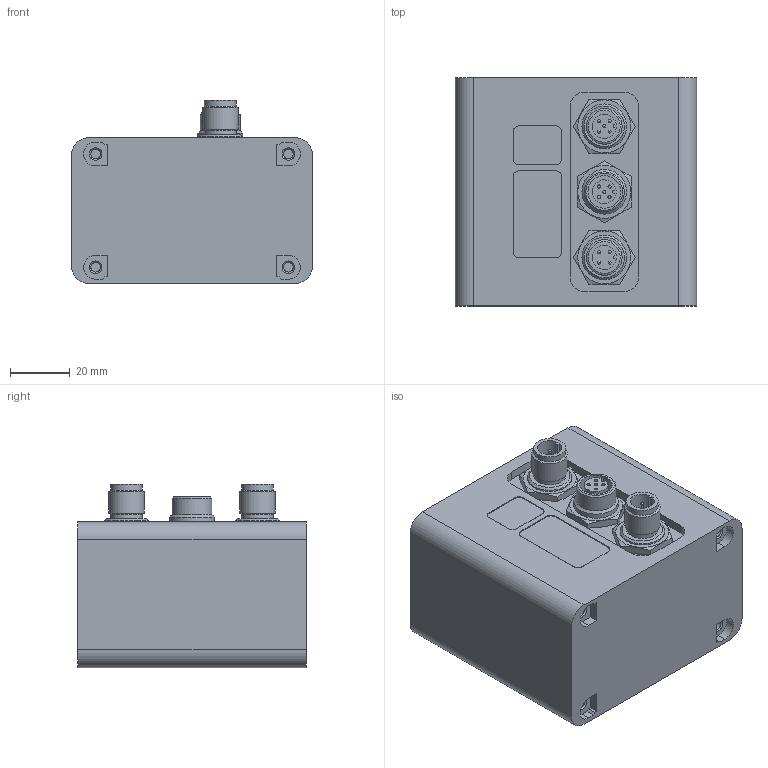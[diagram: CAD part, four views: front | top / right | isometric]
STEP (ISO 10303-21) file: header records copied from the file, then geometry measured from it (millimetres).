
FILE_DESCRIPTION((''),'2;1');
FILE_NAME('5525_32F.ipt.stp','2009-04-20T09:16:29',(''),(''),'Autodesk Inventor 2009','Autodesk Inventor 2009','');
FILE_SCHEMA(('AUTOMOTIVE_DESIGN { 1 0 10303 214 1 1 1 1 }'));
Length unit declared in the file: millimetre
Products named in the file (1): 5525_32F
Bounding box: 81 x 76.6 x 61.5 mm (x, y, z)
Volume: 300797.4 mm3; surface area: 31784 mm2
Topology: 1 solids, 1 shells, 180 faces, 406 edges, 260 vertices
Faces by surface type: plane 88, cylinder 51, bspline 23, sphere 9, cone 9
Full cylindrical faces by diameter (mm): 1 x9, 1.1 x5, 4 x4, 10.7 x2, 11 x1, 12 x1, 13.4 x1, 15 x2
Entity records: 4968 total; most frequent: CARTESIAN_POINT 1148, DIRECTION 748, ORIENTED_EDGE 674, EDGE_CURVE 337, AXIS2_PLACEMENT_3D 289, EDGE_LOOP 272, VERTEX_POINT 251, FACE_OUTER_BOUND 180
